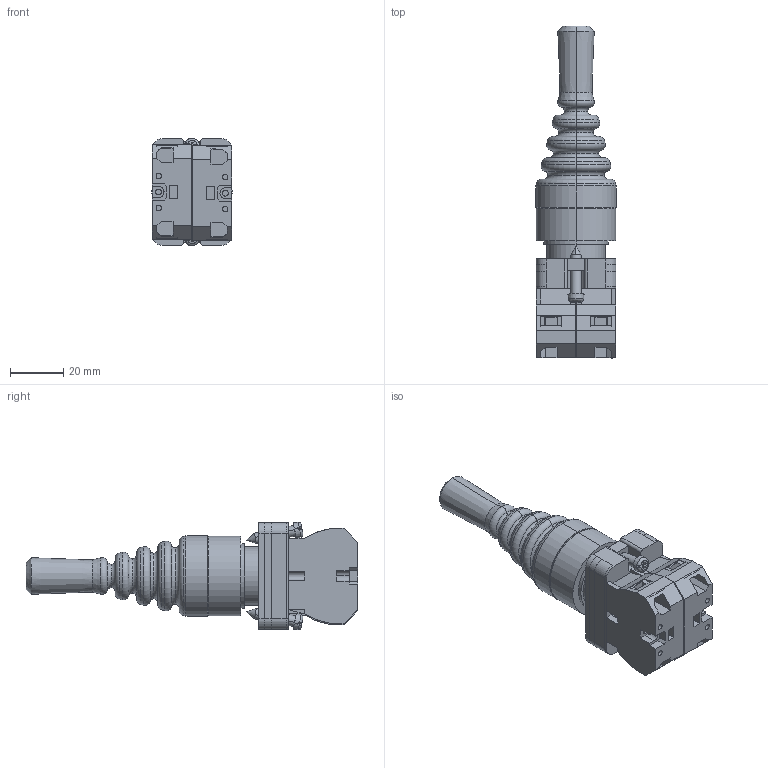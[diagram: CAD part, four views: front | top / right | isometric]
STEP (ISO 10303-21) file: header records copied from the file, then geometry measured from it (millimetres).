
FILE_DESCRIPTION (( 'STEP AP214' ), '1' );
FILE_NAME ('ECX3510.STEP', '2018-03-13T20:20:19', ( '' ), ( '' ), 'SwSTEP 2.0', 'SolidWorks 2017', '' );
FILE_SCHEMA (( 'AUTOMOTIVE_DESIGN' ));
Length unit declared in the file: inch
Products named in the file (1): ECX3510
Bounding box: 30 x 124.1 x 40.16 mm (x, y, z)
Volume: 58475.9 mm3; surface area: 24419.5 mm2
Topology: 7 solids, 7 shells, 521 faces, 1395 edges, 910 vertices
Faces by surface type: plane 300, cylinder 144, torus 48, cone 29
Entity records: 23276 total; most frequent: CARTESIAN_POINT 3019, DIRECTION 2839, ORIENTED_EDGE 2782, EDGE_CURVE 1391, AXIS2_PLACEMENT_3D 966, VERTEX_POINT 910, LINE 907, VECTOR 907
